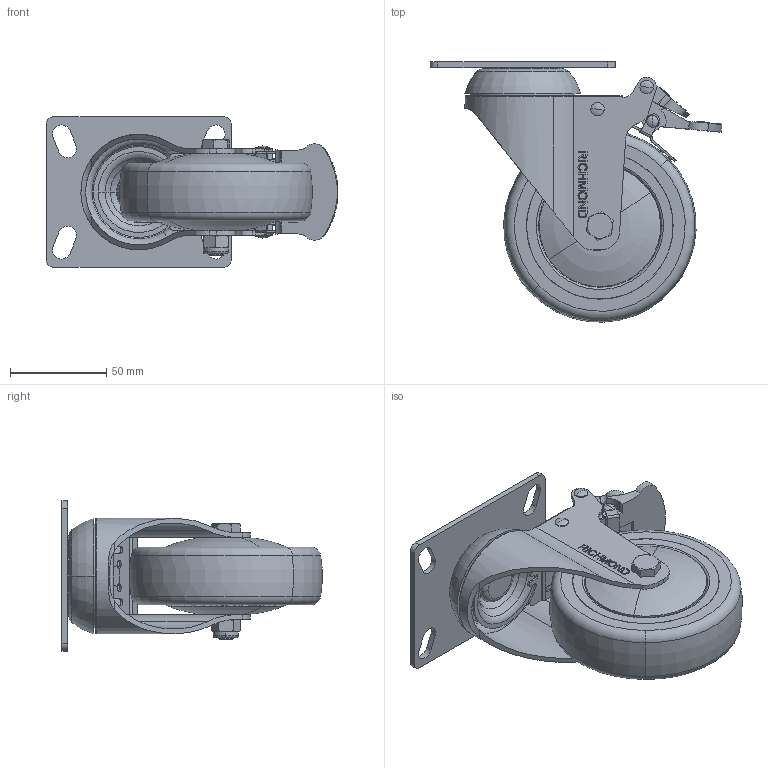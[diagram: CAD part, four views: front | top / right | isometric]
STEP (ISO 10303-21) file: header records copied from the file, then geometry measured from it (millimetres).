
FILE_DESCRIPTION (( 'STEP AP203' ), '1' );
FILE_NAME ('S4104B.STEP', '2020-02-21T07:57:14', ( '' ), ( '' ), 'SwSTEP 2.0', 'SolidWorks 2013', '' );
FILE_SCHEMA (( 'CONFIG_CONTROL_DESIGN' ));
Length unit declared in the file: millimetre
Products named in the file (1): S4104B
Bounding box: 151.22 x 134.94 x 78 mm (x, y, z)
Volume: 299992.1 mm3; surface area: 142925.1 mm2
Topology: 18 solids, 18 shells, 1227 faces, 3193 edges, 2083 vertices
Faces by surface type: plane 611, cylinder 310, bspline 176, torus 92, cone 26, sphere 12
Entity records: 46705 total; most frequent: CARTESIAN_POINT 17334, ORIENTED_EDGE 6378, DIRECTION 5573, EDGE_CURVE 3189, VERTEX_POINT 2083, LINE 1893, VECTOR 1893, AXIS2_PLACEMENT_3D 1840
